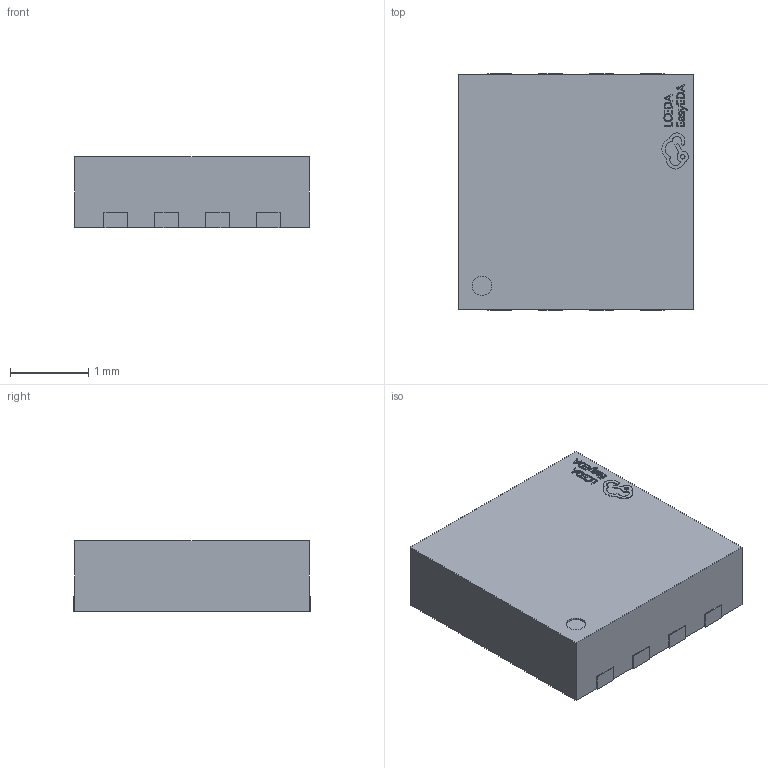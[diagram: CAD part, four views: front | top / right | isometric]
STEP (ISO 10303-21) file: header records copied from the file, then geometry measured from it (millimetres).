
FILE_DESCRIPTION(('FreeCAD Model'),'2;1');
FILE_NAME('Open CASCADE Shape Model','2023-09-15T15:16:22',(''),(''), 'Open CASCADE STEP processor 7.6','FreeCAD','Unknown');
FILE_SCHEMA(('AUTOMOTIVE_DESIGN { 1 0 10303 214 1 1 1 1 }'));
Length unit declared in the file: millimetre
Products named in the file (3): U1; DFN-8_L3.0-W3.0-P0.65-BL-EP; SOLID
Assembly tree (2 placements, depth 3):
  U1
    DFN-8_L3.0-W3.0-P0.65-BL-EP
      SOLID
Bounding box: 3 x 3.02 x 0.92 mm (x, y, z)
Volume: 8.1 mm3; surface area: 29.3 mm2
Topology: 1 solids, 1 shells, 351 faces, 963 edges, 642 vertices
Faces by surface type: plane 224, bspline 112, cylinder 15
Entity records: 12803 total; most frequent: CARTESIAN_POINT 4063, ORIENTED_EDGE 1926, DIRECTION 1249, EDGE_CURVE 963, LINE 705, VECTOR 705, VERTEX_POINT 642, FACE_BOUND 379
